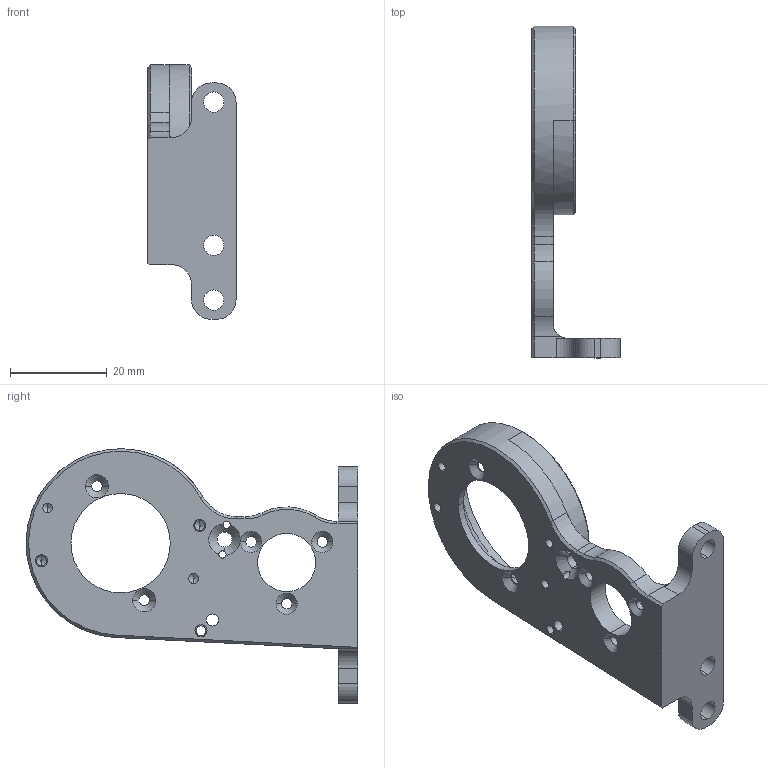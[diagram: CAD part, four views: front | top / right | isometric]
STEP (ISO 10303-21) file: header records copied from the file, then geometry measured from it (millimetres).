
FILE_DESCRIPTION((''),'2;1');
FILE_NAME('RC_IIT_010_P_015','2021-10-19T14:05:29',('silo-mech'),(''),'CREO PARAMETRIC BY PTC INC, 2020454','CREO PARAMETRIC BY PTC INC, 2020454','');
FILE_SCHEMA(('CONFIG_CONTROL_DESIGN'));
Length unit declared in the file: millimetre
Products named in the file (1): RC_IIT_010_P_015
Bounding box: 18.2 x 68.5 x 52.55 mm (x, y, z)
Volume: 9343 mm3; surface area: 7411.1 mm2
Topology: 1 solids, 4 shells, 122 faces, 310 edges, 196 vertices
Faces by surface type: cylinder 63, cone 29, plane 26, torus 4
Entity records: 3883 total; most frequent: DIRECTION 712, CARTESIAN_POINT 710, ORIENTED_EDGE 608, EDGE_CURVE 310, AXIS2_PLACEMENT_3D 289, VERTEX_POINT 196, CIRCLE 166, EDGE_LOOP 158
